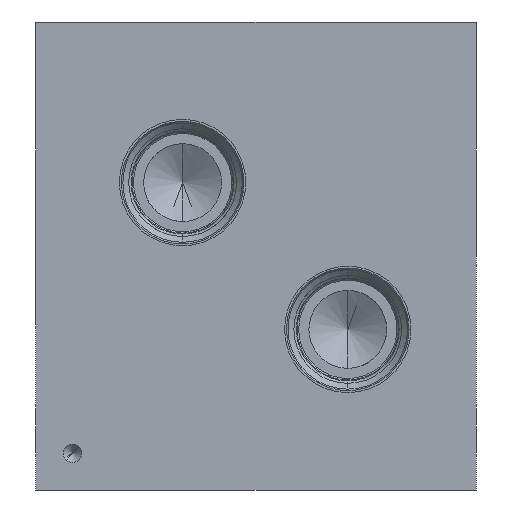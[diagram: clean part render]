
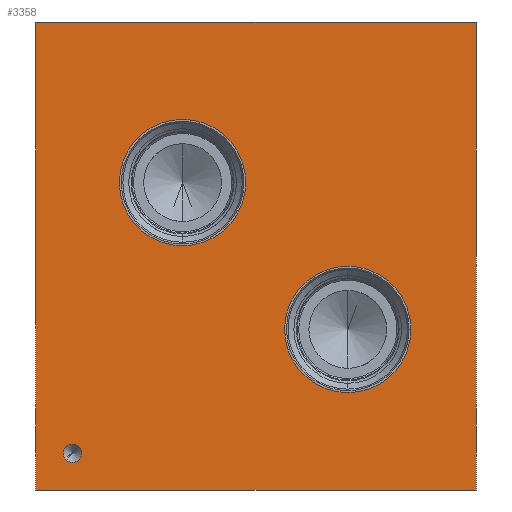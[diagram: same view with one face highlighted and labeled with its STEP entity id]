
A CAD part, front view. The second image highlights one B-rep face of the part: STEP entity #3358.
In plain terms, the highlighted planar face has unit normal (0, -1, 0).
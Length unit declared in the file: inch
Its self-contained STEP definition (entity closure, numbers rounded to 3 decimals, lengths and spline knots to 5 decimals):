
#5=DIRECTION('',(1.,0.,0.));
#6=VECTOR('',#5,3.);
#7=CARTESIAN_POINT('',(0.,-2.938,0.));
#8=LINE('',#7,#6);
#95=DIRECTION('',(0.,0.,1.));
#96=VECTOR('',#95,3.188);
#97=CARTESIAN_POINT('',(3.,-2.938,0.));
#98=LINE('',#97,#96);
#119=DIRECTION('',(0.,0.,1.));
#120=VECTOR('',#119,3.188);
#121=CARTESIAN_POINT('',(0.,-2.938,0.));
#122=LINE('',#121,#120);
#123=CARTESIAN_POINT('',(1.,-2.938,2.094));
#124=DIRECTION('',(0.,1.,0.));
#125=DIRECTION('',(0.,0.,-1.));
#126=AXIS2_PLACEMENT_3D('',#123,#124,#125);
#128=CARTESIAN_POINT('',(1.,-2.938,2.094));
#129=DIRECTION('',(0.,1.,0.));
#130=DIRECTION('',(0.,0.,1.));
#131=AXIS2_PLACEMENT_3D('',#128,#129,#130);
#133=CARTESIAN_POINT('',(2.125,-2.938,1.094));
#134=DIRECTION('',(0.,1.,0.));
#135=DIRECTION('',(0.,0.,-1.));
#136=AXIS2_PLACEMENT_3D('',#133,#134,#135);
#138=CARTESIAN_POINT('',(2.125,-2.938,1.094));
#139=DIRECTION('',(0.,1.,0.));
#140=DIRECTION('',(0.,0.,1.));
#141=AXIS2_PLACEMENT_3D('',#138,#139,#140);
#143=CARTESIAN_POINT('',(0.25,-2.938,0.25));
#144=DIRECTION('',(0.,1.,0.));
#145=DIRECTION('',(-0.643,0.,-0.766));
#146=AXIS2_PLACEMENT_3D('',#143,#144,#145);
#148=CARTESIAN_POINT('',(0.25,-2.938,0.25));
#149=DIRECTION('',(0.,1.,0.));
#150=DIRECTION('',(0.643,0.,0.766));
#151=AXIS2_PLACEMENT_3D('',#148,#149,#150);
#165=DIRECTION('',(1.,0.,0.));
#166=VECTOR('',#165,3.);
#167=CARTESIAN_POINT('',(0.,-2.938,3.188));
#168=LINE('',#167,#166);
#2762=CARTESIAN_POINT('',(0.,-2.938,0.));
#2764=VERTEX_POINT('',#2762);
#2765=CARTESIAN_POINT('',(3.,-2.938,0.));
#2766=VERTEX_POINT('',#2765);
#2770=CARTESIAN_POINT('',(0.,-2.938,3.188));
#2772=VERTEX_POINT('',#2770);
#2773=CARTESIAN_POINT('',(3.,-2.938,3.188));
#2774=VERTEX_POINT('',#2773);
#3001=CARTESIAN_POINT('',(1.,-2.938,2.5245));
#3002=VERTEX_POINT('',#3001);
#3007=CARTESIAN_POINT('',(1.,-2.938,1.6635));
#3008=VERTEX_POINT('',#3007);
#3061=CARTESIAN_POINT('',(2.125,-2.938,1.5245));
#3062=VERTEX_POINT('',#3061);
#3067=CARTESIAN_POINT('',(2.125,-2.938,0.6635));
#3068=VERTEX_POINT('',#3067);
#3091=CARTESIAN_POINT('',(0.21015,-2.938,
0.20251));
#3092=CARTESIAN_POINT('',(0.28985,-2.938,
0.29749));
#3093=VERTEX_POINT('',#3091);
#3094=VERTEX_POINT('',#3092);
#3328=CARTESIAN_POINT('',(0.,-2.938,0.));
#3329=DIRECTION('',(0.,-1.,0.));
#3330=DIRECTION('',(1.,0.,0.));
#3331=AXIS2_PLACEMENT_3D('',#3328,#3329,#3330);
#3332=PLANE('',#3331);
#3333=ORIENTED_EDGE('',*,*,#3222,.F.);
#3334=ORIENTED_EDGE('',*,*,#3253,.T.);
#3336=ORIENTED_EDGE('',*,*,#3335,.T.);
#3337=ORIENTED_EDGE('',*,*,#3308,.F.);
#3338=EDGE_LOOP('',(#3333,#3334,#3336,#3337));
#3339=FACE_OUTER_BOUND('',#3338,.F.);
#3341=ORIENTED_EDGE('',*,*,#3340,.F.);
#3343=ORIENTED_EDGE('',*,*,#3342,.F.);
#3344=EDGE_LOOP('',(#3341,#3343));
#3345=FACE_BOUND('',#3344,.F.);
#3347=ORIENTED_EDGE('',*,*,#3346,.F.);
#3349=ORIENTED_EDGE('',*,*,#3348,.F.);
#3350=EDGE_LOOP('',(#3347,#3349));
#3351=FACE_BOUND('',#3350,.F.);
#3353=ORIENTED_EDGE('',*,*,#3352,.F.);
#3355=ORIENTED_EDGE('',*,*,#3354,.F.);
#3356=EDGE_LOOP('',(#3353,#3355));
#3357=FACE_BOUND('',#3356,.F.);
#3358=ADVANCED_FACE('',(#3339,#3345,#3351,#3357),#3332,.T.);
#127=CIRCLE('',#126,0.4305);
#132=CIRCLE('',#131,0.4305);
#137=CIRCLE('',#136,0.4305);
#142=CIRCLE('',#141,0.4305);
#147=CIRCLE('',#146,0.062);
#152=CIRCLE('',#151,0.062);
#3222=EDGE_CURVE('',#2764,#2766,#8,.T.);
#3253=EDGE_CURVE('',#2764,#2772,#122,.T.);
#3308=EDGE_CURVE('',#2766,#2774,#98,.T.);
#3335=EDGE_CURVE('',#2772,#2774,#168,.T.);
#3340=EDGE_CURVE('',#3008,#3002,#127,.T.);
#3342=EDGE_CURVE('',#3002,#3008,#132,.T.);
#3346=EDGE_CURVE('',#3068,#3062,#137,.T.);
#3348=EDGE_CURVE('',#3062,#3068,#142,.T.);
#3352=EDGE_CURVE('',#3093,#3094,#147,.T.);
#3354=EDGE_CURVE('',#3094,#3093,#152,.T.);
